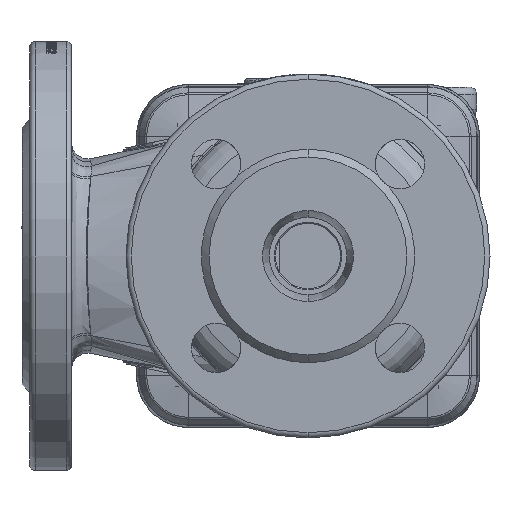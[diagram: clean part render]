
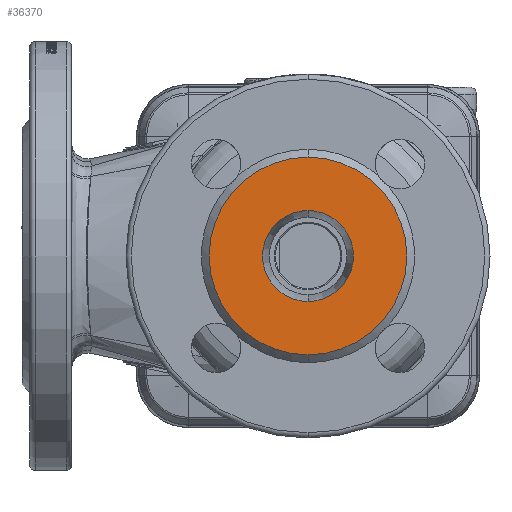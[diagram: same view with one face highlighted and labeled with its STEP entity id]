
A CAD part, front view. The second image highlights one B-rep face of the part: STEP entity #36370.
In plain terms, the highlighted planar face has unit normal (0, -1, 0).
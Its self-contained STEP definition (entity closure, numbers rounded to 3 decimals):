
#1642 = PLANE ( 'NONE',  #118759 ) ;
#4128 = ORIENTED_EDGE ( 'NONE', *, *, #39065, .F. ) ;
#11032 = CARTESIAN_POINT ( 'NONE',  ( 0., -115., 38. ) ) ;
#12068 = VERTEX_POINT ( 'NONE', #76664 ) ;
#13044 = VERTEX_POINT ( 'NONE', #153314 ) ;
#13578 = CIRCLE ( 'NONE', #174971, 38. ) ;
#22695 = ORIENTED_EDGE ( 'NONE', *, *, #132125, .F. ) ;
#25252 = ORIENTED_EDGE ( 'NONE', *, *, #167947, .F. ) ;
#31371 = CARTESIAN_POINT ( 'NONE',  ( 0., -115., 0. ) ) ;
#34818 = EDGE_LOOP ( 'NONE', ( #22695, #25252 ) ) ;
#35383 = ORIENTED_EDGE ( 'NONE', *, *, #63982, .F. ) ;
#35605 = DIRECTION ( 'NONE',  ( 0., 0., 1. ) ) ;
#36370 = ADVANCED_FACE ( 'NONE', ( #150668, #125383 ), #1642, .F. ) ;
#39065 = EDGE_CURVE ( 'NONE', #12068, #44709, #133662, .T. ) ;
#42276 = DIRECTION ( 'NONE',  ( 0., 1., 0. ) ) ;
#44709 = VERTEX_POINT ( 'NONE', #165003 ) ;
#47533 = CIRCLE ( 'NONE', #136827, 17.5 ) ;
#51482 = DIRECTION ( 'NONE',  ( 0., 0., 1. ) ) ;
#56739 = DIRECTION ( 'NONE',  ( 0., 0., 1. ) ) ;
#61834 = AXIS2_PLACEMENT_3D ( 'NONE', #31371, #42276, #112612 ) ;
#63982 = EDGE_CURVE ( 'NONE', #44709, #12068, #47533, .T. ) ;
#65925 = CARTESIAN_POINT ( 'NONE',  ( 0., -115., 0. ) ) ;
#66764 = CARTESIAN_POINT ( 'NONE',  ( 0., -115., 0. ) ) ;
#76664 = CARTESIAN_POINT ( 'NONE',  ( 0., -115., 17.5 ) ) ;
#87593 = AXIS2_PLACEMENT_3D ( 'NONE', #135430, #162502, #120097 ) ;
#112612 = DIRECTION ( 'NONE',  ( 0., 0., 1. ) ) ;
#117723 = CARTESIAN_POINT ( 'NONE',  ( 0., -115., 0. ) ) ;
#118759 = AXIS2_PLACEMENT_3D ( 'NONE', #66764, #149819, #56739 ) ;
#119522 = DIRECTION ( 'NONE',  ( 0., 1., 0. ) ) ;
#120097 = DIRECTION ( 'NONE',  ( 0., 0., 1. ) ) ;
#125383 = FACE_BOUND ( 'NONE', #148966, .T. ) ;
#128064 = VERTEX_POINT ( 'NONE', #11032 ) ;
#132125 = EDGE_CURVE ( 'NONE', #128064, #13044, #177206, .T. ) ;
#133662 = CIRCLE ( 'NONE', #87593, 17.5 ) ;
#135430 = CARTESIAN_POINT ( 'NONE',  ( 0., -115., 0. ) ) ;
#136827 = AXIS2_PLACEMENT_3D ( 'NONE', #65925, #175138, #51482 ) ;
#148966 = EDGE_LOOP ( 'NONE', ( #4128, #35383 ) ) ;
#149819 = DIRECTION ( 'NONE',  ( 0., 1., 0. ) ) ;
#150668 = FACE_OUTER_BOUND ( 'NONE', #34818, .T. ) ;
#153314 = CARTESIAN_POINT ( 'NONE',  ( 0., -115., -38. ) ) ;
#162502 = DIRECTION ( 'NONE',  ( 0., -1., 0. ) ) ;
#165003 = CARTESIAN_POINT ( 'NONE',  ( 0., -115., -17.5 ) ) ;
#167947 = EDGE_CURVE ( 'NONE', #13044, #128064, #13578, .T. ) ;
#174971 = AXIS2_PLACEMENT_3D ( 'NONE', #117723, #119522, #35605 ) ;
#175138 = DIRECTION ( 'NONE',  ( 0., -1., 0. ) ) ;
#177206 = CIRCLE ( 'NONE', #61834, 38. ) ;
